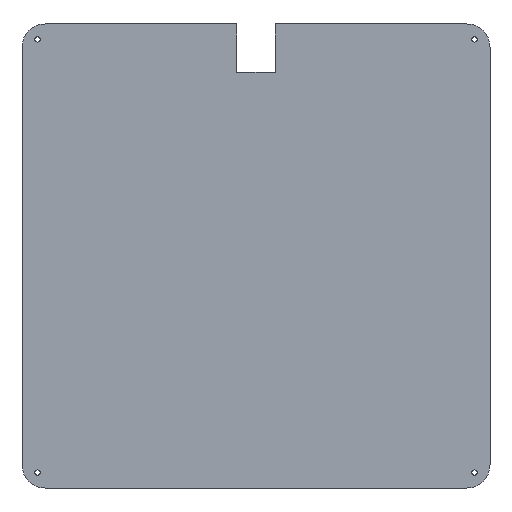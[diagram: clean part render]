
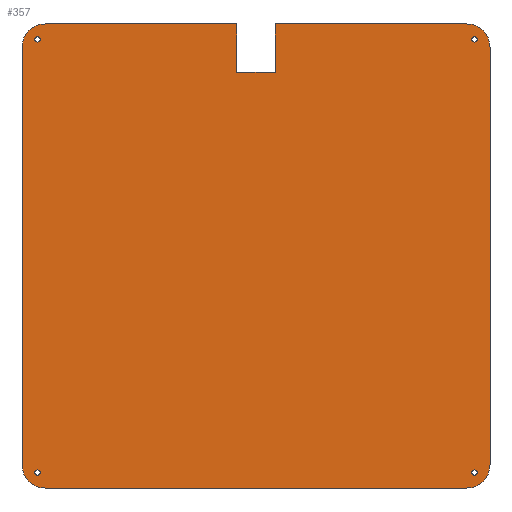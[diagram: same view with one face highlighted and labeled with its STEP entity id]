
A CAD part, top view. The second image highlights one B-rep face of the part: STEP entity #357.
In plain terms, the highlighted planar face has unit normal (0, 0, 1).
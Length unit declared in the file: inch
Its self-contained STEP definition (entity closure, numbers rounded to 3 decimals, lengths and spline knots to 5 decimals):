
#15=FACE_BOUND('',#68,.T.);
#16=FACE_BOUND('',#69,.T.);
#17=FACE_BOUND('',#70,.T.);
#18=FACE_BOUND('',#71,.T.);
#31=PLANE('',#405);
#49=FACE_OUTER_BOUND('',#67,.T.);
#67=EDGE_LOOP('',(#301,#302,#303,#304,#305,#306,#307,#308,#309,#310,#311,
#312));
#68=EDGE_LOOP('',(#313));
#69=EDGE_LOOP('',(#314));
#70=EDGE_LOOP('',(#315));
#71=EDGE_LOOP('',(#316));
#83=LINE('',#541,#115);
#87=LINE('',#553,#119);
#91=LINE('',#565,#123);
#95=LINE('',#577,#127);
#99=LINE('',#589,#131);
#102=LINE('',#595,#134);
#105=LINE('',#601,#137);
#108=LINE('',#605,#140);
#115=VECTOR('',#441,0.3937);
#119=VECTOR('',#453,0.3937);
#123=VECTOR('',#465,0.3937);
#127=VECTOR('',#477,0.3937);
#131=VECTOR('',#489,0.3937);
#134=VECTOR('',#494,0.3937);
#137=VECTOR('',#499,0.3937);
#140=VECTOR('',#504,0.3937);
#141=CIRCLE('',#374,0.035);
#143=CIRCLE('',#377,0.035);
#145=CIRCLE('',#380,0.035);
#147=CIRCLE('',#383,0.035);
#150=CIRCLE('',#388,0.3);
#152=CIRCLE('',#392,0.3);
#154=CIRCLE('',#396,0.3);
#156=CIRCLE('',#400,0.3);
#157=VERTEX_POINT('',#511);
#159=VERTEX_POINT('',#517);
#161=VERTEX_POINT('',#523);
#163=VERTEX_POINT('',#529);
#167=VERTEX_POINT('',#538);
#168=VERTEX_POINT('',#540);
#170=VERTEX_POINT('',#546);
#172=VERTEX_POINT('',#552);
#174=VERTEX_POINT('',#558);
#176=VERTEX_POINT('',#564);
#178=VERTEX_POINT('',#570);
#180=VERTEX_POINT('',#576);
#182=VERTEX_POINT('',#582);
#184=VERTEX_POINT('',#588);
#186=VERTEX_POINT('',#594);
#188=VERTEX_POINT('',#600);
#189=EDGE_CURVE('',#157,#157,#141,.T.);
#192=EDGE_CURVE('',#159,#159,#143,.T.);
#195=EDGE_CURVE('',#161,#161,#145,.T.);
#198=EDGE_CURVE('',#163,#163,#147,.T.);
#203=EDGE_CURVE('',#168,#167,#83,.T.);
#206=EDGE_CURVE('',#170,#168,#150,.T.);
#209=EDGE_CURVE('',#172,#170,#87,.T.);
#212=EDGE_CURVE('',#174,#172,#152,.T.);
#215=EDGE_CURVE('',#176,#174,#91,.T.);
#218=EDGE_CURVE('',#178,#176,#154,.T.);
#221=EDGE_CURVE('',#180,#178,#95,.T.);
#224=EDGE_CURVE('',#182,#180,#156,.T.);
#227=EDGE_CURVE('',#184,#182,#99,.T.);
#230=EDGE_CURVE('',#186,#184,#102,.T.);
#233=EDGE_CURVE('',#188,#186,#105,.T.);
#236=EDGE_CURVE('',#167,#188,#108,.T.);
#301=ORIENTED_EDGE('',*,*,#236,.T.);
#302=ORIENTED_EDGE('',*,*,#233,.T.);
#303=ORIENTED_EDGE('',*,*,#230,.T.);
#304=ORIENTED_EDGE('',*,*,#227,.T.);
#305=ORIENTED_EDGE('',*,*,#224,.T.);
#306=ORIENTED_EDGE('',*,*,#221,.T.);
#307=ORIENTED_EDGE('',*,*,#218,.T.);
#308=ORIENTED_EDGE('',*,*,#215,.T.);
#309=ORIENTED_EDGE('',*,*,#212,.T.);
#310=ORIENTED_EDGE('',*,*,#209,.T.);
#311=ORIENTED_EDGE('',*,*,#206,.T.);
#312=ORIENTED_EDGE('',*,*,#203,.T.);
#313=ORIENTED_EDGE('',*,*,#198,.T.);
#314=ORIENTED_EDGE('',*,*,#195,.T.);
#315=ORIENTED_EDGE('',*,*,#192,.T.);
#316=ORIENTED_EDGE('',*,*,#189,.T.);
#357=ADVANCED_FACE('',(#49,#15,#16,#17,#18),#31,.T.);
#374=AXIS2_PLACEMENT_3D('',#512,#411,#412);
#377=AXIS2_PLACEMENT_3D('',#518,#418,#419);
#380=AXIS2_PLACEMENT_3D('',#524,#425,#426);
#383=AXIS2_PLACEMENT_3D('',#530,#432,#433);
#388=AXIS2_PLACEMENT_3D('',#547,#447,#448);
#392=AXIS2_PLACEMENT_3D('',#559,#459,#460);
#396=AXIS2_PLACEMENT_3D('',#571,#471,#472);
#400=AXIS2_PLACEMENT_3D('',#583,#483,#484);
#405=AXIS2_PLACEMENT_3D('',#606,#505,#506);
#411=DIRECTION('center_axis',(0.,0.,-1.));
#412=DIRECTION('ref_axis',(1.,0.,0.));
#418=DIRECTION('center_axis',(0.,0.,-1.));
#419=DIRECTION('ref_axis',(1.,0.,0.));
#425=DIRECTION('center_axis',(0.,0.,-1.));
#426=DIRECTION('ref_axis',(1.,0.,0.));
#432=DIRECTION('center_axis',(0.,0.,-1.));
#433=DIRECTION('ref_axis',(1.,0.,0.));
#441=DIRECTION('',(-1.,0.,0.));
#447=DIRECTION('center_axis',(0.,0.,1.));
#448=DIRECTION('ref_axis',(1.,0.,0.));
#453=DIRECTION('',(0.,1.,0.));
#459=DIRECTION('center_axis',(0.,0.,1.));
#460=DIRECTION('ref_axis',(0.,-1.,0.));
#465=DIRECTION('',(1.,0.,0.));
#471=DIRECTION('center_axis',(0.,0.,1.));
#472=DIRECTION('ref_axis',(-1.,0.,0.));
#477=DIRECTION('',(0.,-1.,0.));
#483=DIRECTION('center_axis',(0.,0.,1.));
#484=DIRECTION('ref_axis',(0.,1.,0.));
#489=DIRECTION('',(-1.,0.,0.));
#494=DIRECTION('',(0.,1.,0.));
#499=DIRECTION('',(-1.,0.,0.));
#504=DIRECTION('',(0.,-1.,0.));
#505=DIRECTION('center_axis',(0.,0.,1.));
#506=DIRECTION('ref_axis',(1.,0.,0.));
#511=CARTESIAN_POINT('',(-3.71,1.925,0.175));
#512=CARTESIAN_POINT('Origin',(-3.675,1.925,0.175));
#517=CARTESIAN_POINT('',(-3.71,-3.675,0.175));
#518=CARTESIAN_POINT('Origin',(-3.675,-3.675,0.175));
#523=CARTESIAN_POINT('',(1.94,-3.675,0.175));
#524=CARTESIAN_POINT('Origin',(1.975,-3.675,0.175));
#529=CARTESIAN_POINT('',(1.94,1.925,0.175));
#530=CARTESIAN_POINT('Origin',(1.975,1.925,0.175));
#538=CARTESIAN_POINT('',(-0.6,2.125,0.175));
#540=CARTESIAN_POINT('',(1.875,2.125,0.175));
#541=CARTESIAN_POINT('',(-0.6,2.125,0.175));
#546=CARTESIAN_POINT('',(2.175,1.825,0.175));
#547=CARTESIAN_POINT('Origin',(1.875,1.825,0.175));
#552=CARTESIAN_POINT('',(2.175,-3.575,0.175));
#553=CARTESIAN_POINT('',(2.175,1.825,0.175));
#558=CARTESIAN_POINT('',(1.875,-3.875,0.175));
#559=CARTESIAN_POINT('Origin',(1.875,-3.575,0.175));
#564=CARTESIAN_POINT('',(-3.575,-3.875,0.175));
#565=CARTESIAN_POINT('',(1.875,-3.875,0.175));
#570=CARTESIAN_POINT('',(-3.875,-3.575,0.175));
#571=CARTESIAN_POINT('Origin',(-3.575,-3.575,0.175));
#576=CARTESIAN_POINT('',(-3.875,1.825,0.175));
#577=CARTESIAN_POINT('',(-3.875,-3.575,0.175));
#582=CARTESIAN_POINT('',(-3.575,2.125,0.175));
#583=CARTESIAN_POINT('Origin',(-3.575,1.825,0.175));
#588=CARTESIAN_POINT('',(-1.1,2.125,0.175));
#589=CARTESIAN_POINT('',(-3.575,2.125,0.175));
#594=CARTESIAN_POINT('',(-1.1,1.5,0.175));
#595=CARTESIAN_POINT('',(-1.1,1.5,0.175));
#600=CARTESIAN_POINT('',(-0.6,1.5,0.175));
#601=CARTESIAN_POINT('',(-0.6,1.5,0.175));
#605=CARTESIAN_POINT('',(-0.6,1.75,0.175));
#606=CARTESIAN_POINT('Origin',(-0.85,-0.875,0.175));
